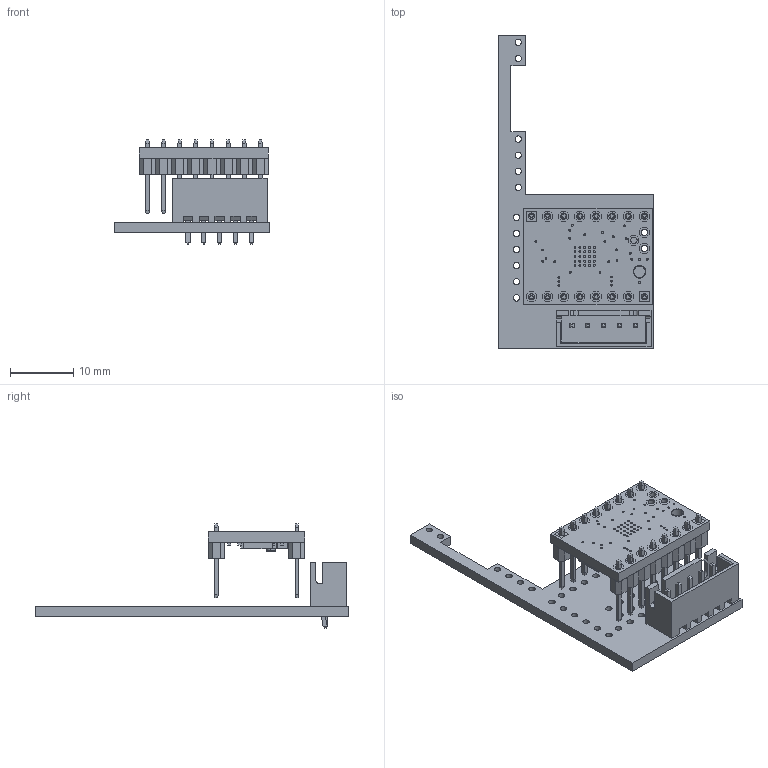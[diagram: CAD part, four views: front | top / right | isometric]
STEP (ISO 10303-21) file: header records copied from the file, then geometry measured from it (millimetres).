
FILE_DESCRIPTION(('KiCad electronic assembly'),'2;1');
FILE_NAME('roller_blind_controller.step','2025-03-01T16:58:08',('Pcbnew' ),('Kicad'),'Open CASCADE STEP processor 7.8', 'KiCad to STEP converter','Unknown');
FILE_SCHEMA(('AUTOMOTIVE_DESIGN { 1 0 10303 214 1 1 1 1 }'));
Length unit declared in the file: millimetre
Products named in the file (6): roller_blind_controller 1; JST_XH_B5B-XH-A_1x05_P2.50mm_Vertical; JST_B5B_XH_A; TMC2209_SILENTSTEPSTICK; TMC2209SILENTSTEPSTICK; roller_blind_controller_PCB
Assembly tree (5 placements, depth 3):
  roller_blind_controller 1
    JST_XH_B5B-XH-A_1x05_P2.50mm_Vertical
      JST_B5B_XH_A
    TMC2209_SILENTSTEPSTICK
      TMC2209SILENTSTEPSTICK
    roller_blind_controller_PCB
Bounding box: 24.54 x 49.44 x 16.4 mm (x, y, z)
Volume: 2166.5 mm3; surface area: 4909.4 mm2
Topology: 77 solids, 77 shells, 1340 faces, 3341 edges, 2170 vertices
Faces by surface type: plane 1093, cylinder 245, bspline 2
Full cylindrical faces by diameter (mm): 0.95 x5, 1 x40
Entity records: 41524 total; most frequent: CARTESIAN_POINT 6893, ORIENTED_EDGE 6682, DIRECTION 6519, EDGE_CURVE 3341, LINE 2847, VECTOR 2847, VERTEX_POINT 2170, AXIS2_PLACEMENT_3D 1836
